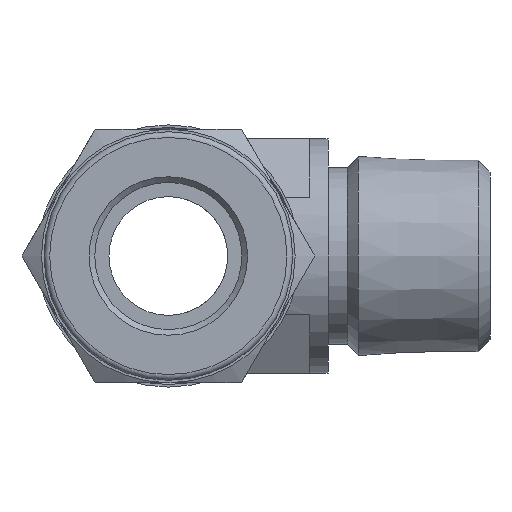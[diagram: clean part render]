
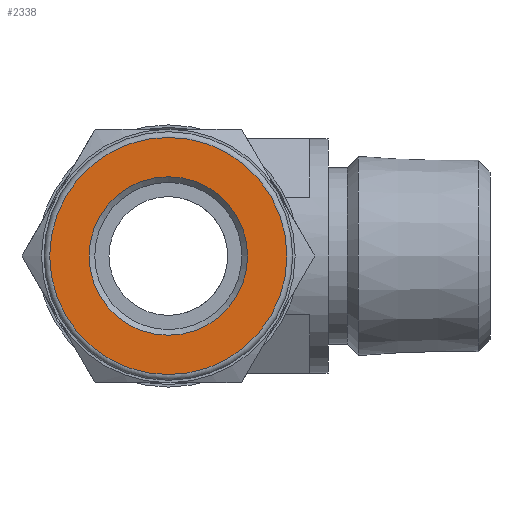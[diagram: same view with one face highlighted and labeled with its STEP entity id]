
A CAD part, left-side view. The second image highlights one B-rep face of the part: STEP entity #2338.
In plain terms, the highlighted planar face has unit normal (-1, 0, 0).
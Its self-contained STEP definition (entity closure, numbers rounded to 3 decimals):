
#129=FACE_BOUND('',#512,.T.);
#195=CIRCLE('',#2568,6.95);
#196=CIRCLE('',#2570,10.4);
#344=FACE_OUTER_BOUND('',#511,.T.);
#511=EDGE_LOOP('',(#1777));
#512=EDGE_LOOP('',(#1778));
#1054=VERTEX_POINT('',#3903);
#1055=VERTEX_POINT('',#3907);
#1312=EDGE_CURVE('',#1054,#1054,#195,.T.);
#1313=EDGE_CURVE('',#1055,#1055,#196,.T.);
#1777=ORIENTED_EDGE('',*,*,#1313,.F.);
#1778=ORIENTED_EDGE('',*,*,#1312,.T.);
#2236=PLANE('',#2569);
#2338=ADVANCED_FACE('',(#344,#129),#2236,.T.);
#2568=AXIS2_PLACEMENT_3D('',#3905,#3039,#3040);
#2569=AXIS2_PLACEMENT_3D('',#3906,#3041,#3042);
#2570=AXIS2_PLACEMENT_3D('',#3908,#3043,#3044);
#3039=DIRECTION('center_axis',(1.,0.,0.));
#3040=DIRECTION('ref_axis',(0.,0.,-1.));
#3041=DIRECTION('center_axis',(-1.,0.,0.));
#3042=DIRECTION('ref_axis',(0.,0.,1.));
#3043=DIRECTION('center_axis',(1.,0.,0.));
#3044=DIRECTION('ref_axis',(0.,0.,-1.));
#3903=CARTESIAN_POINT('',(-36.101,-6.95,0.));
#3905=CARTESIAN_POINT('Origin',(-36.101,0.,
0.));
#3906=CARTESIAN_POINT('Origin',(-36.101,10.4,0.));
#3907=CARTESIAN_POINT('',(-36.101,0.,10.4));
#3908=CARTESIAN_POINT('Origin',(-36.101,0.,
0.));
